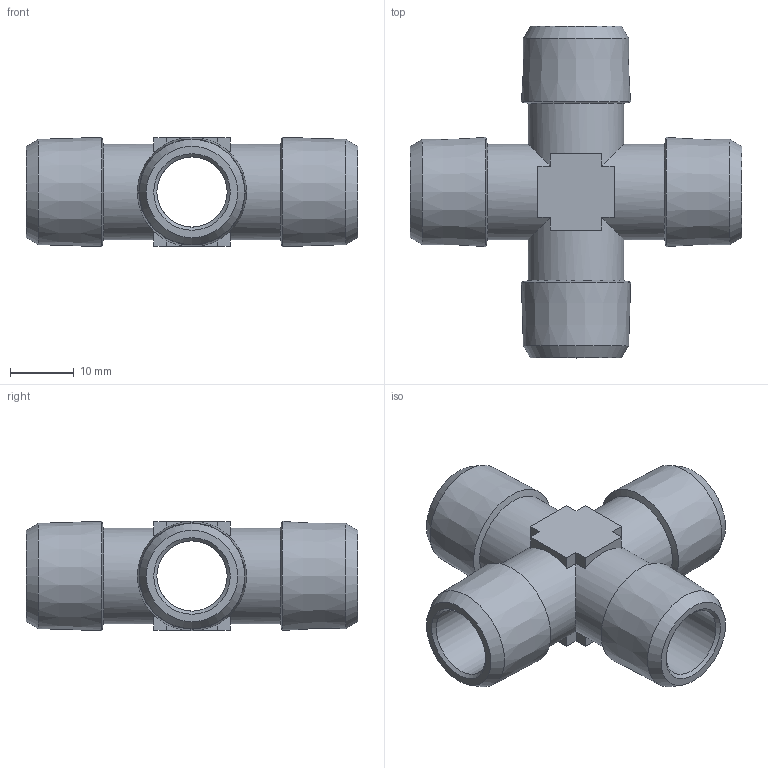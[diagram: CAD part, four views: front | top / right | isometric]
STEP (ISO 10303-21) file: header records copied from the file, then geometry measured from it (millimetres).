
FILE_DESCRIPTION (( 'STEP AP214' ), '1' );
FILE_NAME ('0603000010400A.STEP', '2013-09-02T15:26:01', ( 'ST01' ), ( '' ), 'SwSTEP 2.0', 'SolidWorks 2012', '' );
FILE_SCHEMA (( 'AUTOMOTIVE_DESIGN' ));
Length unit declared in the file: millimetre
Products named in the file (1): 0603000010400A
Bounding box: 52 x 52 x 17.12 mm (x, y, z)
Volume: 9348.1 mm3; surface area: 7942.6 mm2
Topology: 1 solids, 1 shells, 54 faces, 141 edges, 87 vertices
Faces by surface type: plane 30, cone 16, cylinder 8
Full cylindrical faces by diameter (mm): 11 x4, 15 x4
Entity records: 1444 total; most frequent: CARTESIAN_POINT 263, DIRECTION 238, ORIENTED_EDGE 208, EDGE_CURVE 104, AXIS2_PLACEMENT_3D 87, EDGE_LOOP 82, VERTEX_POINT 74, LINE 64
